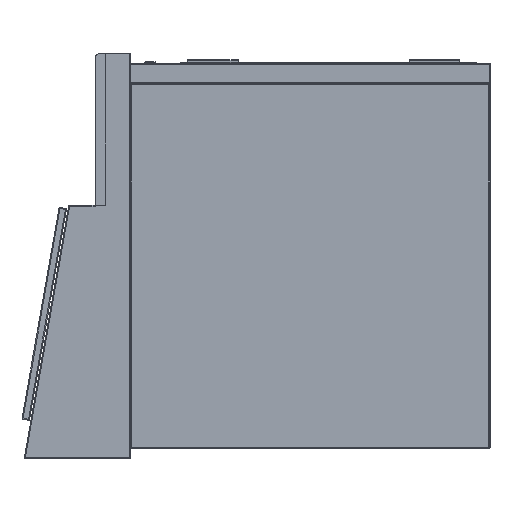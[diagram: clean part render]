
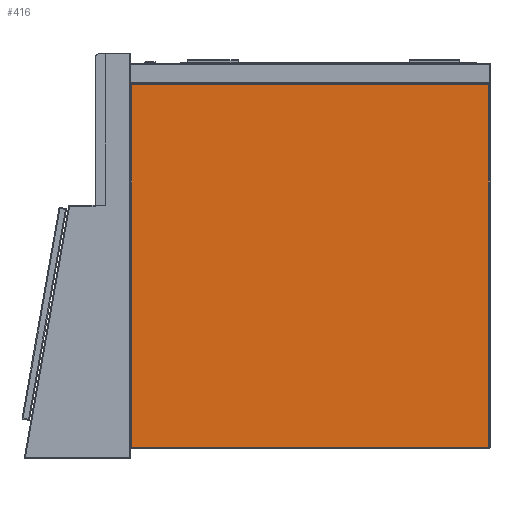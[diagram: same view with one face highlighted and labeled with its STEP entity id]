
A CAD part, left-side view. The second image highlights one B-rep face of the part: STEP entity #416.
In plain terms, the highlighted planar face has unit normal (-1, 0, 0).
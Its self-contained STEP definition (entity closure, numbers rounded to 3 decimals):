
#416 = ADVANCED_FACE ( 'Fl�che7', ( #38525 ), #41657, .T. ) ;
#423 = AXIS2_PLACEMENT_3D ( 'NONE', #6944, #38742, #19153 ) ;
#3561 = LINE ( 'NONE', #12642, #16906 ) ;
#3763 = ORIENTED_EDGE ( 'NONE', *, *, #36714, .T. ) ;
#4873 = CARTESIAN_POINT ( 'NONE',  ( -880., 353., -758. ) ) ;
#5302 = CARTESIAN_POINT ( 'NONE',  ( -880., 353., -760. ) ) ;
#5715 = EDGE_LOOP ( 'NONE', ( #32534, #21081, #3763, #18732 ) ) ;
#6944 = CARTESIAN_POINT ( 'NONE',  ( -880., -355., -760. ) ) ;
#12642 = CARTESIAN_POINT ( 'NONE',  ( -880., 355., -42. ) ) ;
#16270 = LINE ( 'NONE', #29119, #36747 ) ;
#16906 = VECTOR ( 'NONE', #41450, 1000. ) ;
#18732 = ORIENTED_EDGE ( 'NONE', *, *, #31447, .T. ) ;
#19111 = EDGE_CURVE ( 'NONE', #40923, #34477, #16270, .T. ) ;
#19153 = DIRECTION ( 'NONE',  ( 0., 0., 1. ) ) ;
#20345 = CARTESIAN_POINT ( 'NONE',  ( -880., -353., -42. ) ) ;
#21081 = ORIENTED_EDGE ( 'NONE', *, *, #23462, .T. ) ;
#23462 = EDGE_CURVE ( 'NONE', #34477, #37426, #3561, .T. ) ;
#23544 = LINE ( 'NONE', #39749, #26783 ) ;
#24589 = VERTEX_POINT ( 'NONE', #4873 ) ;
#24664 = LINE ( 'NONE', #5302, #27765 ) ;
#26783 = VECTOR ( 'NONE', #30286, 1000. ) ;
#27611 = DIRECTION ( 'NONE',  ( 0., 0., -1. ) ) ;
#27765 = VECTOR ( 'NONE', #27611, 1000. ) ;
#29119 = CARTESIAN_POINT ( 'NONE',  ( -880., -353., -760. ) ) ;
#29342 = DIRECTION ( 'NONE',  ( 0., 0., 1. ) ) ;
#30286 = DIRECTION ( 'NONE',  ( 0., -1., 0. ) ) ;
#31447 = EDGE_CURVE ( 'NONE', #24589, #40923, #23544, .T. ) ;
#32534 = ORIENTED_EDGE ( 'NONE', *, *, #19111, .T. ) ;
#34025 = CARTESIAN_POINT ( 'NONE',  ( -880., 353., -42. ) ) ;
#34477 = VERTEX_POINT ( 'NONE', #20345 ) ;
#36714 = EDGE_CURVE ( 'NONE', #37426, #24589, #24664, .T. ) ;
#36747 = VECTOR ( 'NONE', #29342, 1000. ) ;
#37426 = VERTEX_POINT ( 'NONE', #34025 ) ;
#38525 = FACE_OUTER_BOUND ( 'NONE', #5715, .T. ) ;
#38742 = DIRECTION ( 'NONE',  ( -1., 0., 0. ) ) ;
#39399 = CARTESIAN_POINT ( 'NONE',  ( -880., -353., -758. ) ) ;
#39749 = CARTESIAN_POINT ( 'NONE',  ( -880., -355., -758. ) ) ;
#40923 = VERTEX_POINT ( 'NONE', #39399 ) ;
#41450 = DIRECTION ( 'NONE',  ( 0., 1., 0. ) ) ;
#41657 = PLANE ( 'NONE',  #423 ) ;
